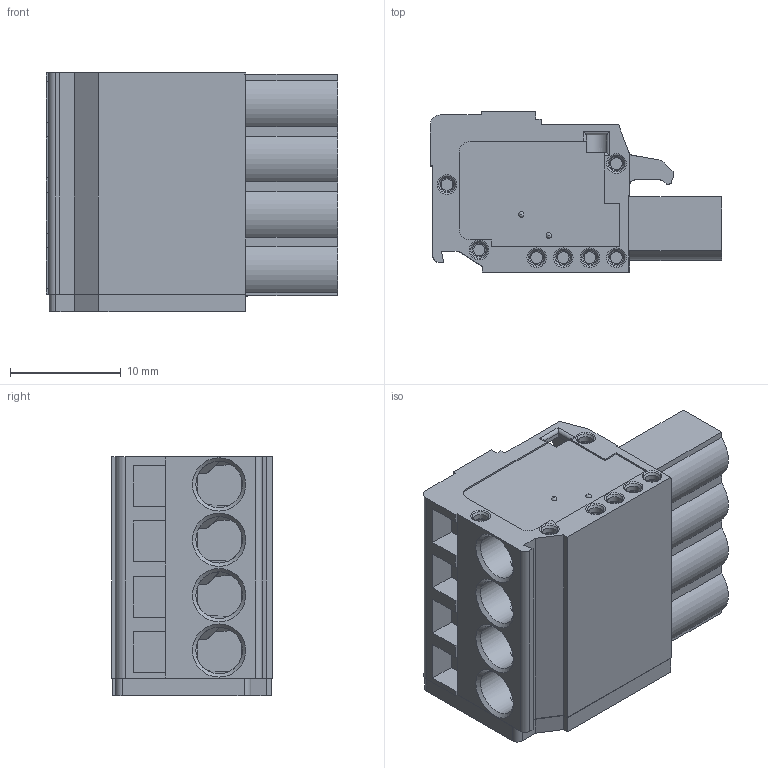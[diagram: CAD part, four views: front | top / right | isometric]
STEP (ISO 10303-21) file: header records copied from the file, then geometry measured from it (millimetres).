
FILE_DESCRIPTION(/* description */ (''),/* implementation_level */ '2;1');
FILE_NAME(/* name */ '\11414.1_PZB_3950_4_5,00.stp',/* time_stamp */ '2017-05-16T09:20:30+02:00',/* author */ ('swilken'),/* organization */ (''),/* preprocessor_version */ 'ST-DEVELOPER v16.1',/* originating_system */ 'Autodesk Inventor 2016',/* authorisation */ '');
FILE_SCHEMA (('AUTOMOTIVE_DESIGN { 1 0 10303 214 3 1 1 }'));
Length unit declared in the file: millimetre
Products named in the file (1): PZB_3950_4_5,00
Bounding box: 26.3 x 14.5 x 21.66 mm (x, y, z)
Volume: 5432.2 mm3; surface area: 3059.1 mm2
Topology: 1 solids, 1 shells, 519 faces, 1311 edges, 824 vertices
Faces by surface type: plane 313, cylinder 118, cone 37, torus 33, sphere 16, bspline 2
Full cylindrical faces by diameter (mm): 1.25 x7, 1.35 x14, 1.75 x4, 3 x4, 4.2 x4
Entity records: 15422 total; most frequent: CARTESIAN_POINT 2710, DIRECTION 2573, ORIENTED_EDGE 2402, EDGE_CURVE 1201, AXIS2_PLACEMENT_3D 878, LINE 817, VECTOR 817, VERTEX_POINT 807
